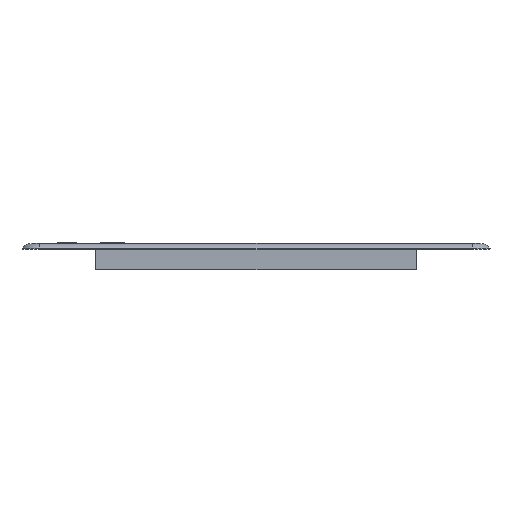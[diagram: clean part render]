
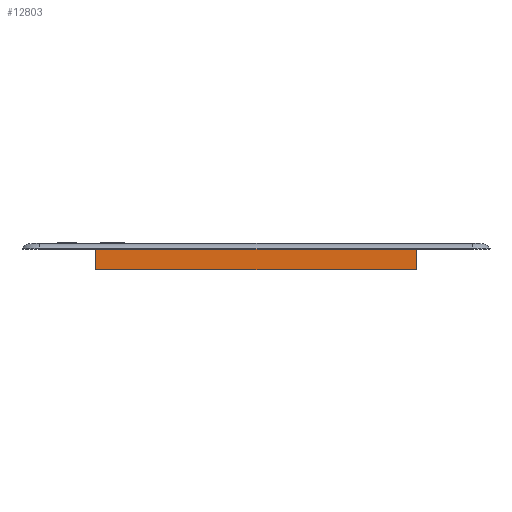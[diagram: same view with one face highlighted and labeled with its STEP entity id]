
A CAD part, left-side view. The second image highlights one B-rep face of the part: STEP entity #12803.
In plain terms, the highlighted planar face has unit normal (-1, 0, 0).
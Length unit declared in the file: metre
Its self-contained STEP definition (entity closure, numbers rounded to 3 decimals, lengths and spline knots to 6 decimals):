
#5109=ORIENTED_EDGE('',*,*,#5781,.F.);
#5110=ORIENTED_EDGE('',*,*,#7049,.F.);
#5111=ORIENTED_EDGE('',*,*,#7054,.T.);
#5112=ORIENTED_EDGE('',*,*,#7052,.T.);
#5781=EDGE_CURVE('',#7695,#7696,#8540,.T.);
#7049=EDGE_CURVE('',#8332,#7695,#9361,.T.);
#7052=EDGE_CURVE('',#8334,#7696,#9364,.T.);
#7054=EDGE_CURVE('',#8332,#8334,#9366,.T.);
#7695=VERTEX_POINT('',#19457);
#7696=VERTEX_POINT('',#19459);
#8332=VERTEX_POINT('',#22442);
#8334=VERTEX_POINT('',#22450);
#8540=LINE('',#19458,#9580);
#9361=LINE('',#22443,#10401);
#9364=LINE('',#22449,#10404);
#9366=LINE('',#22453,#10406);
#9580=VECTOR('',#15205,1.);
#10401=VECTOR('',#18058,1.);
#10404=VECTOR('',#18065,1.);
#10406=VECTOR('',#18069,1.);
#11148=EDGE_LOOP('',(#5109,#5110,#5111,#5112));
#11888=FACE_BOUND('',#11148,.T.);
#12126=PLANE('',#14227);
#12803=ADVANCED_FACE('',(#11888),#12126,.T.);
#14227=AXIS2_PLACEMENT_3D('',#22452,#18067,#18068);
#15205=DIRECTION('',(0.,-1.,0.));
#18058=DIRECTION('',(0.,0.,1.));
#18065=DIRECTION('',(0.,0.,1.));
#18067=DIRECTION('',(-1.,0.,0.));
#18068=DIRECTION('',(0.,0.,1.));
#18069=DIRECTION('',(0.,-1.,0.));
#19457=CARTESIAN_POINT('',(0.08223,0.03975,0.));
#19458=CARTESIAN_POINT('',(0.08223,0.,0.));
#19459=CARTESIAN_POINT('',(0.08223,-0.03975,0.));
#22442=CARTESIAN_POINT('',(0.08223,0.03975,-0.005));
#22443=CARTESIAN_POINT('',(0.08223,0.03975,-0.005));
#22449=CARTESIAN_POINT('',(0.08223,-0.03975,-0.005));
#22450=CARTESIAN_POINT('',(0.08223,-0.03975,-0.005));
#22452=CARTESIAN_POINT('',(0.08223,0.,-0.005));
#22453=CARTESIAN_POINT('',(0.08223,0.,-0.005));
